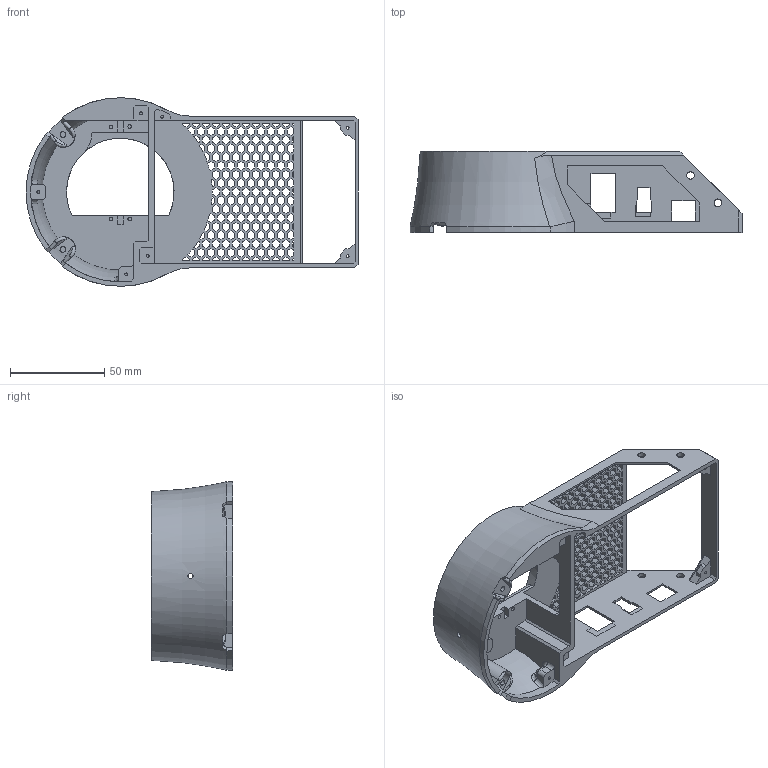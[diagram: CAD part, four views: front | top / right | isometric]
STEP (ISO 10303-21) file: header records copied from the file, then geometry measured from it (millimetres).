
FILE_DESCRIPTION(/* description */ (''),/* implementation_level */ '2;1');
FILE_NAME(/* name */ 'MB1.step',/* time_stamp */ '2026-01-31T19:14:46+01:00',/* author */ (''),/* organization */ (''),/* preprocessor_version */ 'ST-DEVELOPER v20.1',/* originating_system */ 'Autodesk Translation Framework v14.21.0.0',/* authorisation */ '');
FILE_SCHEMA (('AUTOMOTIVE_DESIGN { 1 0 10303 214 3 1 1 }'));
Length unit declared in the file: millimetre
Products named in the file (1): MB1
Bounding box: 176 x 43 x 100 mm (x, y, z)
Volume: 101634.4 mm3; surface area: 60644.7 mm2
Topology: 1 solids, 1 shells, 1207 faces, 3567 edges, 2370 vertices
Faces by surface type: plane 1125, cylinder 63, bspline 10, torus 7, sphere 1, cone 1
Full cylindrical faces by diameter (mm): 1.5 x7, 1.9 x4, 2.75 x1, 3 x2, 3.25 x1, 4 x4, 5 x1
Entity records: 41095 total; most frequent: CARTESIAN_POINT 8109, ORIENTED_EDGE 7134, DIRECTION 6029, EDGE_CURVE 3567, LINE 3351, VECTOR 3351, VERTEX_POINT 2370, EDGE_LOOP 1589
